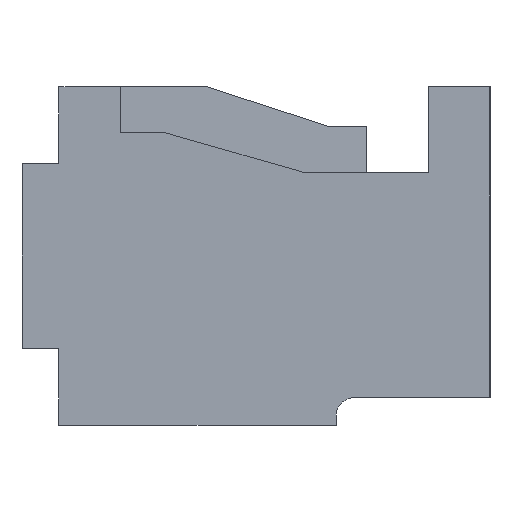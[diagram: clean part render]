
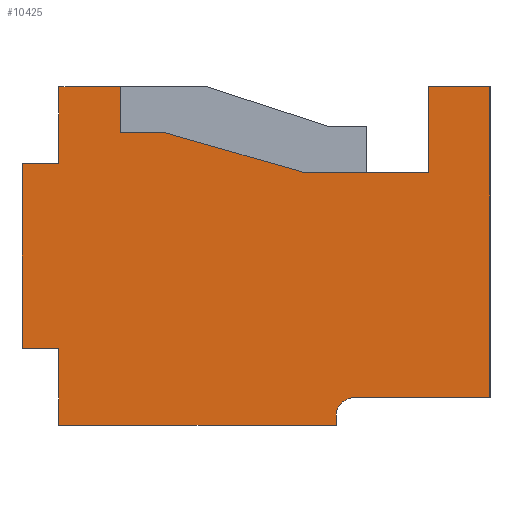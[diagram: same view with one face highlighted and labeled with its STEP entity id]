
A CAD part, left-side view. The second image highlights one B-rep face of the part: STEP entity #10425.
In plain terms, the highlighted planar face has unit normal (-1, 0, 0).
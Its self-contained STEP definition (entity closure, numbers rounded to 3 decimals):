
#13=DIRECTION('',(0.,-1.,0.));
#14=VECTOR('',#13,2.25);
#15=CARTESIAN_POINT('',(-12.2,1.6,-1.375));
#16=LINE('',#15,#14);
#17=DIRECTION('',(0.,0.,1.));
#18=VECTOR('',#17,0.075);
#19=CARTESIAN_POINT('',(-12.2,-0.65,-1.375));
#20=LINE('',#19,#18);
#21=DIRECTION('',(0.,0.,1.));
#22=VECTOR('',#21,0.625);
#23=CARTESIAN_POINT('',(-12.2,1.6,-1.375));
#24=LINE('',#23,#22);
#25=DIRECTION('',(0.,-1.,0.));
#26=VECTOR('',#25,0.3);
#27=CARTESIAN_POINT('',(-12.2,1.9,-0.75));
#28=LINE('',#27,#26);
#29=DIRECTION('',(0.,0.,1.));
#30=VECTOR('',#29,1.5);
#31=CARTESIAN_POINT('',(-12.2,1.9,-0.75));
#32=LINE('',#31,#30);
#33=DIRECTION('',(0.,-1.,0.));
#34=VECTOR('',#33,0.3);
#35=CARTESIAN_POINT('',(-12.2,1.9,0.75));
#36=LINE('',#35,#34);
#37=DIRECTION('',(0.,0.,-1.));
#38=VECTOR('',#37,0.625);
#39=CARTESIAN_POINT('',(-12.2,1.6,1.375));
#40=LINE('',#39,#38);
#41=DIRECTION('',(0.,0.,-1.));
#42=VECTOR('',#41,0.375);
#43=CARTESIAN_POINT('',(-12.2,1.1,1.375));
#44=LINE('',#43,#42);
#45=DIRECTION('',(0.,1.,0.));
#46=VECTOR('',#45,0.367);
#47=CARTESIAN_POINT('',(-12.2,0.733,1.));
#48=LINE('',#47,#46);
#49=DIRECTION('',(0.,0.961,0.276));
#50=VECTOR('',#49,1.179);
#51=CARTESIAN_POINT('',(-12.2,-0.4,0.675));
#52=LINE('',#51,#50);
#53=DIRECTION('',(0.,1.,0.));
#54=VECTOR('',#53,1.);
#55=CARTESIAN_POINT('',(-12.2,-1.4,0.675));
#56=LINE('',#55,#54);
#57=DIRECTION('',(0.,0.,-1.));
#58=VECTOR('',#57,0.7);
#59=CARTESIAN_POINT('',(-12.2,-1.4,1.375));
#60=LINE('',#59,#58);
#61=DIRECTION('',(0.,1.,0.));
#62=VECTOR('',#61,1.1);
#63=CARTESIAN_POINT('',(-12.2,-1.9,-1.15));
#64=LINE('',#63,#62);
#65=CARTESIAN_POINT('',(-12.2,-0.8,-1.3));
#66=DIRECTION('',(1.,0.,0.));
#67=DIRECTION('',(0.,1.,0.));
#68=AXIS2_PLACEMENT_3D('',#65,#66,#67);
#1611=DIRECTION('',(0.,0.,1.));
#1612=VECTOR('',#1611,2.525);
#1613=CARTESIAN_POINT('',(-12.2,-1.9,-1.15));
#1614=LINE('',#1613,#1612);
#1695=DIRECTION('',(0.,-1.,0.));
#1696=VECTOR('',#1695,0.5);
#1697=CARTESIAN_POINT('',(-12.2,1.6,1.375));
#1698=LINE('',#1697,#1696);
#2083=DIRECTION('',(0.,-1.,0.));
#2084=VECTOR('',#2083,0.5);
#2085=CARTESIAN_POINT('',(-12.2,-1.4,1.375));
#2086=LINE('',#2085,#2084);
#7791=CARTESIAN_POINT('',(-12.2,-1.9,1.375));
#7793=VERTEX_POINT('',#7791);
#7795=CARTESIAN_POINT('',(-12.2,1.6,-1.375));
#7797=VERTEX_POINT('',#7795);
#7799=CARTESIAN_POINT('',(-12.2,1.6,1.375));
#7801=VERTEX_POINT('',#7799);
#7803=CARTESIAN_POINT('',(-12.2,1.6,0.75));
#7804=VERTEX_POINT('',#7803);
#7805=CARTESIAN_POINT('',(-12.2,1.9,0.75));
#7806=VERTEX_POINT('',#7805);
#7807=CARTESIAN_POINT('',(-12.2,1.9,-0.75));
#7808=CARTESIAN_POINT('',(-12.2,1.6,-0.75));
#7809=VERTEX_POINT('',#7807);
#7810=VERTEX_POINT('',#7808);
#7889=CARTESIAN_POINT('',(-12.2,-1.4,1.375));
#7890=CARTESIAN_POINT('',(-12.2,-1.4,0.675));
#7891=VERTEX_POINT('',#7889);
#7892=VERTEX_POINT('',#7890);
#7893=CARTESIAN_POINT('',(-12.2,-0.4,0.675));
#7894=VERTEX_POINT('',#7893);
#7895=CARTESIAN_POINT('',(-12.2,0.733,1.));
#7896=VERTEX_POINT('',#7895);
#7897=CARTESIAN_POINT('',(-12.2,1.1,1.));
#7898=VERTEX_POINT('',#7897);
#7899=CARTESIAN_POINT('',(-12.2,1.1,1.375));
#7900=VERTEX_POINT('',#7899);
#9859=CARTESIAN_POINT('',(-12.2,-0.65,-1.375));
#9861=VERTEX_POINT('',#9859);
#9863=CARTESIAN_POINT('',(-12.2,-0.65,-1.3));
#9864=VERTEX_POINT('',#9863);
#9865=CARTESIAN_POINT('',(-12.2,-0.8,-1.15));
#9866=VERTEX_POINT('',#9865);
#9867=CARTESIAN_POINT('',(-12.2,-1.9,-1.15));
#9868=VERTEX_POINT('',#9867);
#10386=CARTESIAN_POINT('',(-12.2,1.9,-1.375));
#10387=DIRECTION('',(-1.,0.,0.));
#10388=DIRECTION('',(0.,-1.,0.));
#10389=AXIS2_PLACEMENT_3D('',#10386,#10387,#10388);
#10390=PLANE('',#10389);
#10391=ORIENTED_EDGE('',*,*,#10377,.F.);
#10392=ORIENTED_EDGE('',*,*,#10366,.F.);
#10394=ORIENTED_EDGE('',*,*,#10393,.T.);
#10396=ORIENTED_EDGE('',*,*,#10395,.F.);
#10398=ORIENTED_EDGE('',*,*,#10397,.T.);
#10400=ORIENTED_EDGE('',*,*,#10399,.T.);
#10402=ORIENTED_EDGE('',*,*,#10401,.F.);
#10404=ORIENTED_EDGE('',*,*,#10403,.T.);
#10406=ORIENTED_EDGE('',*,*,#10405,.T.);
#10408=ORIENTED_EDGE('',*,*,#10407,.F.);
#10410=ORIENTED_EDGE('',*,*,#10409,.F.);
#10412=ORIENTED_EDGE('',*,*,#10411,.F.);
#10414=ORIENTED_EDGE('',*,*,#10413,.F.);
#10416=ORIENTED_EDGE('',*,*,#10415,.T.);
#10418=ORIENTED_EDGE('',*,*,#10417,.F.);
#10420=ORIENTED_EDGE('',*,*,#10419,.T.);
#10422=ORIENTED_EDGE('',*,*,#10421,.F.);
#10423=EDGE_LOOP('',(#10391,#10392,#10394,#10396,#10398,#10400,#10402,#10404,
#10406,#10408,#10410,#10412,#10414,#10416,#10418,#10420,#10422));
#10424=FACE_OUTER_BOUND('',#10423,.F.);
#10425=ADVANCED_FACE('',(#10424),#10390,.T.);
#69=CIRCLE('',#68,0.15);
#10366=EDGE_CURVE('',#7797,#9861,#16,.T.);
#10377=EDGE_CURVE('',#9861,#9864,#20,.T.);
#10393=EDGE_CURVE('',#7797,#7810,#24,.T.);
#10395=EDGE_CURVE('',#7809,#7810,#28,.T.);
#10397=EDGE_CURVE('',#7809,#7806,#32,.T.);
#10399=EDGE_CURVE('',#7806,#7804,#36,.T.);
#10401=EDGE_CURVE('',#7801,#7804,#40,.T.);
#10403=EDGE_CURVE('',#7801,#7900,#1698,.T.);
#10405=EDGE_CURVE('',#7900,#7898,#44,.T.);
#10407=EDGE_CURVE('',#7896,#7898,#48,.T.);
#10409=EDGE_CURVE('',#7894,#7896,#52,.T.);
#10411=EDGE_CURVE('',#7892,#7894,#56,.T.);
#10413=EDGE_CURVE('',#7891,#7892,#60,.T.);
#10415=EDGE_CURVE('',#7891,#7793,#2086,.T.);
#10417=EDGE_CURVE('',#9868,#7793,#1614,.T.);
#10419=EDGE_CURVE('',#9868,#9866,#64,.T.);
#10421=EDGE_CURVE('',#9864,#9866,#69,.T.);
